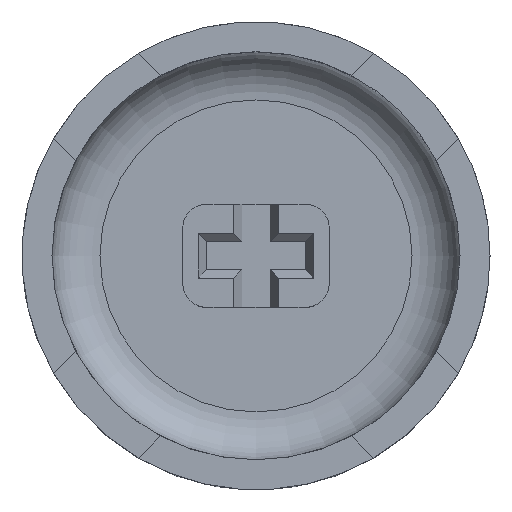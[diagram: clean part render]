
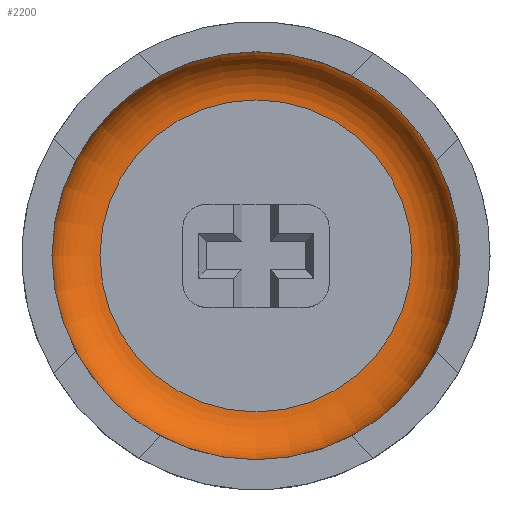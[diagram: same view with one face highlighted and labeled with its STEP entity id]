
A CAD part, top view. The second image highlights one B-rep face of the part: STEP entity #2200.
In plain terms, the highlighted toroidal (fillet/blend) face has major radius 6.5 mm and minor radius 2 mm.
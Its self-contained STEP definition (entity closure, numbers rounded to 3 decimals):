
#294 = PLANE('',#295);
#295 = AXIS2_PLACEMENT_3D('',#296,#297,#298);
#296 = CARTESIAN_POINT('',(0.,0.,3.5));
#297 = DIRECTION('',(0.,0.,1.));
#298 = DIRECTION('',(1.,0.,0.));
#1323 = EDGE_CURVE('',#1324,#1324,#1326,.T.);
#1324 = VERTEX_POINT('',#1325);
#1325 = CARTESIAN_POINT('',(6.5,0.,3.5));
#1326 = SURFACE_CURVE('',#1327,(#1332,#1339),.PCURVE_S1.);
#1327 = CIRCLE('',#1328,6.5);
#1328 = AXIS2_PLACEMENT_3D('',#1329,#1330,#1331);
#1329 = CARTESIAN_POINT('',(0.,0.,3.5));
#1330 = DIRECTION('',(0.,0.,1.));
#1331 = DIRECTION('',(1.,0.,-0.));
#1332 = PCURVE('',#294,#1333);
#1333 = DEFINITIONAL_REPRESENTATION('',(#1334),#1338);
#1334 = CIRCLE('',#1335,6.5);
#1335 = AXIS2_PLACEMENT_2D('',#1336,#1337);
#1336 = CARTESIAN_POINT('',(0.,0.));
#1337 = DIRECTION('',(1.,0.));
#1338 = ( GEOMETRIC_REPRESENTATION_CONTEXT(2) 
PARAMETRIC_REPRESENTATION_CONTEXT() REPRESENTATION_CONTEXT('2D SPACE',''
  ) );
#1339 = PCURVE('',#1340,#1345);
#1340 = TOROIDAL_SURFACE('',#1341,6.5,2.);
#1341 = AXIS2_PLACEMENT_3D('',#1342,#1343,#1344);
#1342 = CARTESIAN_POINT('',(0.,0.,5.5));
#1343 = DIRECTION('',(-0.,-0.,-1.));
#1344 = DIRECTION('',(1.,0.,-0.));
#1345 = DEFINITIONAL_REPRESENTATION('',(#1346),#1350);
#1346 = LINE('',#1347,#1348);
#1347 = CARTESIAN_POINT('',(-0.,1.571));
#1348 = VECTOR('',#1349,1.);
#1349 = DIRECTION('',(-1.,0.));
#1350 = ( GEOMETRIC_REPRESENTATION_CONTEXT(2) 
PARAMETRIC_REPRESENTATION_CONTEXT() REPRESENTATION_CONTEXT('2D SPACE',''
  ) );
#2200 = ADVANCED_FACE('',(#2201),#1340,.F.);
#2201 = FACE_BOUND('',#2202,.T.);
#2202 = EDGE_LOOP('',(#2203,#2225,#2252,#2253));
#2203 = ORIENTED_EDGE('',*,*,#2204,.F.);
#2204 = EDGE_CURVE('',#2205,#1324,#2207,.T.);
#2205 = VERTEX_POINT('',#2206);
#2206 = CARTESIAN_POINT('',(8.5,0.,5.5));
#2207 = SEAM_CURVE('',#2208,(#2213,#2219),.PCURVE_S1.);
#2208 = CIRCLE('',#2209,2.);
#2209 = AXIS2_PLACEMENT_3D('',#2210,#2211,#2212);
#2210 = CARTESIAN_POINT('',(6.5,0.,5.5));
#2211 = DIRECTION('',(0.,1.,0.));
#2212 = DIRECTION('',(1.,0.,-0.));
#2213 = PCURVE('',#1340,#2214);
#2214 = DEFINITIONAL_REPRESENTATION('',(#2215),#2218);
#2215 = B_SPLINE_CURVE_WITH_KNOTS('',1,(#2216,#2217),.UNSPECIFIED.,.F.,
  .F.,(2,2),(0.,1.571),.PIECEWISE_BEZIER_KNOTS.);
#2216 = CARTESIAN_POINT('',(0.,0.));
#2217 = CARTESIAN_POINT('',(0.,1.571));
#2218 = ( GEOMETRIC_REPRESENTATION_CONTEXT(2) 
PARAMETRIC_REPRESENTATION_CONTEXT() REPRESENTATION_CONTEXT('2D SPACE',''
  ) );
#2219 = PCURVE('',#1340,#2220);
#2220 = DEFINITIONAL_REPRESENTATION('',(#2221),#2224);
#2221 = B_SPLINE_CURVE_WITH_KNOTS('',1,(#2222,#2223),.UNSPECIFIED.,.F.,
  .F.,(2,2),(0.,1.571),.PIECEWISE_BEZIER_KNOTS.);
#2222 = CARTESIAN_POINT('',(-6.283,0.));
#2223 = CARTESIAN_POINT('',(-6.283,1.571));
#2224 = ( GEOMETRIC_REPRESENTATION_CONTEXT(2) 
PARAMETRIC_REPRESENTATION_CONTEXT() REPRESENTATION_CONTEXT('2D SPACE',''
  ) );
#2225 = ORIENTED_EDGE('',*,*,#2226,.F.);
#2226 = EDGE_CURVE('',#2205,#2205,#2227,.T.);
#2227 = SURFACE_CURVE('',#2228,(#2233,#2240),.PCURVE_S1.);
#2228 = CIRCLE('',#2229,8.5);
#2229 = AXIS2_PLACEMENT_3D('',#2230,#2231,#2232);
#2230 = CARTESIAN_POINT('',(0.,0.,5.5));
#2231 = DIRECTION('',(0.,0.,1.));
#2232 = DIRECTION('',(1.,0.,-0.));
#2233 = PCURVE('',#1340,#2234);
#2234 = DEFINITIONAL_REPRESENTATION('',(#2235),#2239);
#2235 = LINE('',#2236,#2237);
#2236 = CARTESIAN_POINT('',(-0.,0.));
#2237 = VECTOR('',#2238,1.);
#2238 = DIRECTION('',(-1.,0.));
#2239 = ( GEOMETRIC_REPRESENTATION_CONTEXT(2) 
PARAMETRIC_REPRESENTATION_CONTEXT() REPRESENTATION_CONTEXT('2D SPACE',''
  ) );
#2240 = PCURVE('',#2241,#2246);
#2241 = CYLINDRICAL_SURFACE('',#2242,8.5);
#2242 = AXIS2_PLACEMENT_3D('',#2243,#2244,#2245);
#2243 = CARTESIAN_POINT('',(0.,0.,9.));
#2244 = DIRECTION('',(0.,0.,1.));
#2245 = DIRECTION('',(1.,0.,0.));
#2246 = DEFINITIONAL_REPRESENTATION('',(#2247),#2251);
#2247 = LINE('',#2248,#2249);
#2248 = CARTESIAN_POINT('',(0.,-3.5));
#2249 = VECTOR('',#2250,1.);
#2250 = DIRECTION('',(1.,0.));
#2251 = ( GEOMETRIC_REPRESENTATION_CONTEXT(2) 
PARAMETRIC_REPRESENTATION_CONTEXT() REPRESENTATION_CONTEXT('2D SPACE',''
  ) );
#2252 = ORIENTED_EDGE('',*,*,#2204,.T.);
#2253 = ORIENTED_EDGE('',*,*,#1323,.T.);
